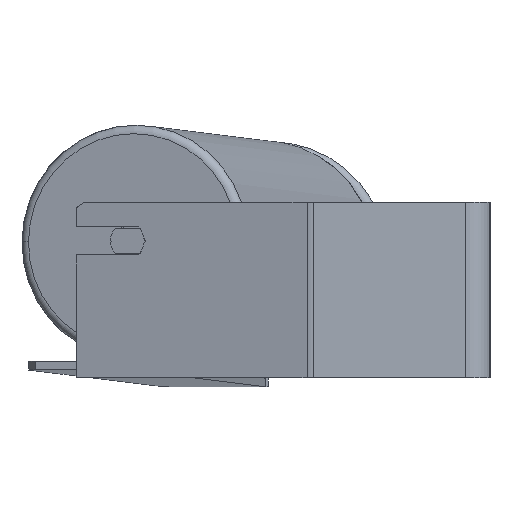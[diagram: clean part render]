
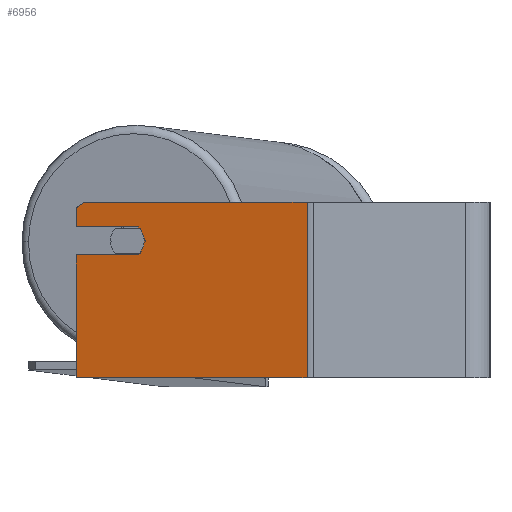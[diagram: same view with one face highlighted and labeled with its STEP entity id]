
A CAD part, left-side view. The second image highlights one B-rep face of the part: STEP entity #6956.
In plain terms, the highlighted planar face has unit normal (-0.966, 0.259, 0).
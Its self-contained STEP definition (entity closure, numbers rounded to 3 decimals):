
#12 = CIRCLE ( 'NONE', #4997, 10. ) ;
#55 = VERTEX_POINT ( 'NONE', #493 ) ;
#92 = EDGE_CURVE ( 'NONE', #1379, #5613, #1618, .T. ) ;
#144 = EDGE_CURVE ( 'NONE', #8143, #6590, #1021, .T. ) ;
#199 = CARTESIAN_POINT ( 'NONE',  ( -464.303, 235.714, 50. ) ) ;
#246 = DIRECTION ( 'NONE',  ( 0.224, 0.837, -0.5 ) ) ;
#467 = AXIS2_PLACEMENT_3D ( 'NONE', #1381, #7645, #593 ) ;
#486 = CARTESIAN_POINT ( 'NONE',  ( -473.621, 200.941, 20. ) ) ;
#493 = CARTESIAN_POINT ( 'NONE',  ( -464.303, 235.714, 47.113 ) ) ;
#593 = DIRECTION ( 'NONE',  ( 0.259, 0.966, 0. ) ) ;
#736 = CARTESIAN_POINT ( 'NONE',  ( -499.523, 104.273, -50. ) ) ;
#886 = VECTOR ( 'NONE', #7994, 1000. ) ;
#950 = CARTESIAN_POINT ( 'NONE',  ( -464.303, 235.714, 47.113 ) ) ;
#1021 = LINE ( 'NONE', #3141, #3638 ) ;
#1233 = CARTESIAN_POINT ( 'NONE',  ( -464.303, 235.714, 50. ) ) ;
#1274 = EDGE_CURVE ( 'NONE', #55, #6590, #7974, .T. ) ;
#1342 = ORIENTED_EDGE ( 'NONE', *, *, #144, .F. ) ;
#1379 = VERTEX_POINT ( 'NONE', #4777 ) ;
#1381 = CARTESIAN_POINT ( 'NONE',  ( -464.303, 235.714, 50. ) ) ;
#1498 = CARTESIAN_POINT ( 'NONE',  ( -499.523, 104.273, 50. ) ) ;
#1542 = LINE ( 'NONE', #950, #2633 ) ;
#1618 = LINE ( 'NONE', #7282, #3193 ) ;
#1622 = VECTOR ( 'NONE', #3903, 1000. ) ;
#1709 = CARTESIAN_POINT ( 'NONE',  ( -464.303, 235.714, 50. ) ) ;
#1751 = DIRECTION ( 'NONE',  ( 0., 0., -1. ) ) ;
#1822 = DIRECTION ( 'NONE',  ( -0.259, -0.966, 0. ) ) ;
#1870 = PLANE ( 'NONE',  #467 ) ;
#2043 = EDGE_CURVE ( 'NONE', #6995, #6996, #5206, .T. ) ;
#2239 = DIRECTION ( 'NONE',  ( 0., 0., -1. ) ) ;
#2275 = ORIENTED_EDGE ( 'NONE', *, *, #9035, .F. ) ;
#2439 = DIRECTION ( 'NONE',  ( 0.259, 0.966, 0. ) ) ;
#2633 = VECTOR ( 'NONE', #246, 1000. ) ;
#2951 = DIRECTION ( 'NONE',  ( -0.259, -0.966, 0. ) ) ;
#3141 = CARTESIAN_POINT ( 'NONE',  ( -473.621, 200.941, 36. ) ) ;
#3156 = ORIENTED_EDGE ( 'NONE', *, *, #3944, .F. ) ;
#3193 = VECTOR ( 'NONE', #7207, 1000. ) ;
#3322 = ORIENTED_EDGE ( 'NONE', *, *, #4587, .T. ) ;
#3380 = VECTOR ( 'NONE', #8441, 1000. ) ;
#3583 = VERTEX_POINT ( 'NONE', #1498 ) ;
#3638 = VECTOR ( 'NONE', #2439, 1000. ) ;
#3903 = DIRECTION ( 'NONE',  ( -0.259, -0.966, 0. ) ) ;
#3944 = EDGE_CURVE ( 'NONE', #5620, #3583, #7408, .T. ) ;
#4324 = AXIS2_PLACEMENT_3D ( 'NONE', #4906, #6272, #2951 ) ;
#4587 = EDGE_CURVE ( 'NONE', #5620, #55, #1542, .T. ) ;
#4620 = CARTESIAN_POINT ( 'NONE',  ( -465.597, 230.885, 50. ) ) ;
#4777 = CARTESIAN_POINT ( 'NONE',  ( -464.303, 235.714, 20. ) ) ;
#4859 = FACE_OUTER_BOUND ( 'NONE', #5638, .T. ) ;
#4903 = CARTESIAN_POINT ( 'NONE',  ( -464.303, 235.714, -50. ) ) ;
#4906 = CARTESIAN_POINT ( 'NONE',  ( -472.068, 206.736, 28. ) ) ;
#4997 = AXIS2_PLACEMENT_3D ( 'NONE', #5383, #5298, #1822 ) ;
#5023 = EDGE_CURVE ( 'NONE', #1379, #6995, #6472, .T. ) ;
#5074 = ORIENTED_EDGE ( 'NONE', *, *, #92, .F. ) ;
#5206 = LINE ( 'NONE', #6630, #886 ) ;
#5298 = DIRECTION ( 'NONE',  ( -0.966, 0.259, 0. ) ) ;
#5383 = CARTESIAN_POINT ( 'NONE',  ( -472.068, 206.736, 28. ) ) ;
#5588 = ORIENTED_EDGE ( 'NONE', *, *, #1274, .T. ) ;
#5613 = VERTEX_POINT ( 'NONE', #486 ) ;
#5615 = EDGE_CURVE ( 'NONE', #5613, #7741, #12, .T. ) ;
#5620 = VERTEX_POINT ( 'NONE', #4620 ) ;
#5622 = CARTESIAN_POINT ( 'NONE',  ( -473.621, 200.941, 36. ) ) ;
#5638 = EDGE_LOOP ( 'NONE', ( #3156, #3322, #5588, #1342, #2275, #8535, #5074, #7556, #8196, #8895 ) ) ;
#6272 = DIRECTION ( 'NONE',  ( -0.966, 0.259, 0. ) ) ;
#6472 = LINE ( 'NONE', #199, #3380 ) ;
#6590 = VERTEX_POINT ( 'NONE', #7519 ) ;
#6630 = CARTESIAN_POINT ( 'NONE',  ( -464.303, 235.714, -50. ) ) ;
#6699 = VECTOR ( 'NONE', #1751, 1000. ) ;
#6956 = ADVANCED_FACE ( 'NONE', ( #4859 ), #1870, .F. ) ;
#6995 = VERTEX_POINT ( 'NONE', #4903 ) ;
#6996 = VERTEX_POINT ( 'NONE', #736 ) ;
#7207 = DIRECTION ( 'NONE',  ( -0.259, -0.966, 0. ) ) ;
#7282 = CARTESIAN_POINT ( 'NONE',  ( -473.621, 200.941, 20. ) ) ;
#7408 = LINE ( 'NONE', #1233, #1622 ) ;
#7519 = CARTESIAN_POINT ( 'NONE',  ( -464.303, 235.714, 36. ) ) ;
#7556 = ORIENTED_EDGE ( 'NONE', *, *, #5023, .T. ) ;
#7645 = DIRECTION ( 'NONE',  ( 0.966, -0.259, 0. ) ) ;
#7647 = CARTESIAN_POINT ( 'NONE',  ( -474.656, 197.077, 28. ) ) ;
#7741 = VERTEX_POINT ( 'NONE', #7647 ) ;
#7905 = CARTESIAN_POINT ( 'NONE',  ( -499.523, 104.273, 50. ) ) ;
#7974 = LINE ( 'NONE', #1709, #6699 ) ;
#7994 = DIRECTION ( 'NONE',  ( -0.259, -0.966, 0. ) ) ;
#8143 = VERTEX_POINT ( 'NONE', #5622 ) ;
#8196 = ORIENTED_EDGE ( 'NONE', *, *, #2043, .T. ) ;
#8360 = EDGE_CURVE ( 'NONE', #3583, #6996, #8556, .T. ) ;
#8441 = DIRECTION ( 'NONE',  ( 0., 0., -1. ) ) ;
#8534 = VECTOR ( 'NONE', #2239, 1000. ) ;
#8535 = ORIENTED_EDGE ( 'NONE', *, *, #5615, .F. ) ;
#8556 = LINE ( 'NONE', #7905, #8534 ) ;
#8685 = CIRCLE ( 'NONE', #4324, 10. ) ;
#8895 = ORIENTED_EDGE ( 'NONE', *, *, #8360, .F. ) ;
#9035 = EDGE_CURVE ( 'NONE', #7741, #8143, #8685, .T. ) ;
